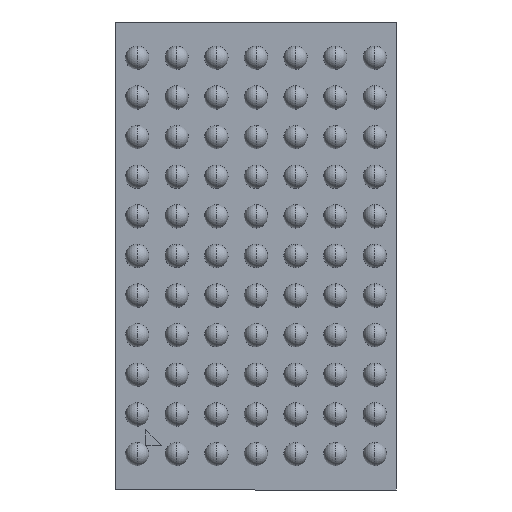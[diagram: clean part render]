
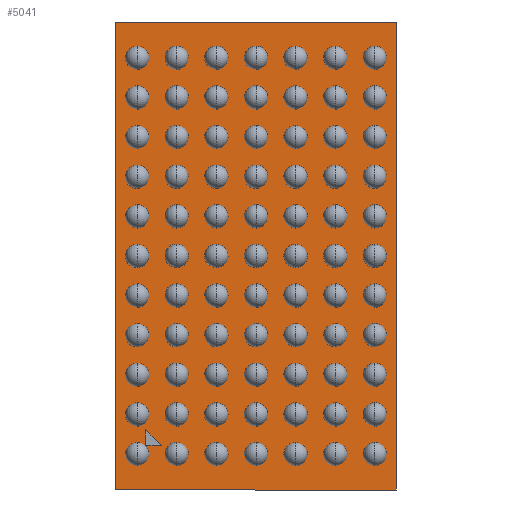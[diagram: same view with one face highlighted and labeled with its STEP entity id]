
A CAD part, front view. The second image highlights one B-rep face of the part: STEP entity #5041.
In plain terms, the highlighted planar face has unit normal (0, -1, 0).
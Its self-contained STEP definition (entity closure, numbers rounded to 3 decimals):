
#32 = DIRECTION ( 'NONE',  ( 1., 0., 0. ) ) ;
#214 = CARTESIAN_POINT ( 'NONE',  ( 4.5, 0., 7.5 ) ) ;
#291 = CARTESIAN_POINT ( 'NONE',  ( -3.532, 0., -6.07 ) ) ;
#573 = CARTESIAN_POINT ( 'NONE',  ( -3.033, 0., -6.071 ) ) ;
#630 = VECTOR ( 'NONE', #5587, 1000. ) ;
#800 = DIRECTION ( 'NONE',  ( 0., 0., 1. ) ) ;
#1023 = CARTESIAN_POINT ( 'NONE',  ( 4.5, 0., -7.5 ) ) ;
#1335 = VECTOR ( 'NONE', #1954, 1000. ) ;
#1363 = EDGE_CURVE ( 'NONE', #6902, #5752, #5599, .T. ) ;
#1542 = EDGE_CURVE ( 'NONE', #5428, #6902, #1573, .T. ) ;
#1573 = LINE ( 'NONE', #3475, #2330 ) ;
#1874 = DIRECTION ( 'NONE',  ( 1., 0., -0.002 ) ) ;
#1954 = DIRECTION ( 'NONE',  ( -1., 0., 0. ) ) ;
#2242 = EDGE_CURVE ( 'NONE', #3350, #4520, #2705, .T. ) ;
#2330 = VECTOR ( 'NONE', #1874, 1000. ) ;
#2371 = EDGE_CURVE ( 'NONE', #5752, #5428, #6764, .T. ) ;
#2480 = VERTEX_POINT ( 'NONE', #6263 ) ;
#2596 = VECTOR ( 'NONE', #6905, 1000. ) ;
#2638 = EDGE_CURVE ( 'NONE', #5993, #3350, #5591, .T. ) ;
#2705 = LINE ( 'NONE', #5149, #1335 ) ;
#2753 = CARTESIAN_POINT ( 'NONE',  ( 4.5, 0., 7.5 ) ) ;
#2809 = LINE ( 'NONE', #4706, #5236 ) ;
#2986 = EDGE_LOOP ( 'NONE', ( #6646, #3890, #4419 ) ) ;
#3035 = VECTOR ( 'NONE', #4454, 1000. ) ;
#3080 = ORIENTED_EDGE ( 'NONE', *, *, #3608, .F. ) ;
#3270 = ORIENTED_EDGE ( 'NONE', *, *, #4251, .F. ) ;
#3331 = EDGE_LOOP ( 'NONE', ( #3080, #6910, #6133, #3270 ) ) ;
#3350 = VERTEX_POINT ( 'NONE', #1023 ) ;
#3475 = CARTESIAN_POINT ( 'NONE',  ( -3.532, 0., -6.07 ) ) ;
#3608 = EDGE_CURVE ( 'NONE', #4520, #2480, #2809, .T. ) ;
#3890 = ORIENTED_EDGE ( 'NONE', *, *, #1542, .F. ) ;
#3892 = VECTOR ( 'NONE', #32, 1000. ) ;
#4033 = DIRECTION ( 'NONE',  ( 0., 1., 0. ) ) ;
#4251 = EDGE_CURVE ( 'NONE', #2480, #5993, #5915, .T. ) ;
#4416 = FACE_OUTER_BOUND ( 'NONE', #3331, .T. ) ;
#4419 = ORIENTED_EDGE ( 'NONE', *, *, #2371, .F. ) ;
#4454 = DIRECTION ( 'NONE',  ( -0.706, 0., 0.708 ) ) ;
#4520 = VERTEX_POINT ( 'NONE', #6067 ) ;
#4706 = CARTESIAN_POINT ( 'NONE',  ( -4.5, 0., 7.5 ) ) ;
#4798 = AXIS2_PLACEMENT_3D ( 'NONE', #6251, #4033, #800 ) ;
#5016 = CARTESIAN_POINT ( 'NONE',  ( -3.532, 0., -5.571 ) ) ;
#5041 = ADVANCED_FACE ( 'NONE', ( #6903, #4416 ), #6276, .F. ) ;
#5149 = CARTESIAN_POINT ( 'NONE',  ( 4.5, 0., -7.5 ) ) ;
#5236 = VECTOR ( 'NONE', #5776, 1000. ) ;
#5314 = CARTESIAN_POINT ( 'NONE',  ( 4.5, 0., 7.5 ) ) ;
#5428 = VERTEX_POINT ( 'NONE', #5667 ) ;
#5587 = DIRECTION ( 'NONE',  ( 0., 0., -1. ) ) ;
#5591 = LINE ( 'NONE', #5314, #2596 ) ;
#5599 = LINE ( 'NONE', #5016, #3035 ) ;
#5667 = CARTESIAN_POINT ( 'NONE',  ( -3.532, 0., -6.07 ) ) ;
#5752 = VERTEX_POINT ( 'NONE', #5910 ) ;
#5776 = DIRECTION ( 'NONE',  ( 0., 0., 1. ) ) ;
#5910 = CARTESIAN_POINT ( 'NONE',  ( -3.532, 0., -5.571 ) ) ;
#5915 = LINE ( 'NONE', #2753, #3892 ) ;
#5993 = VERTEX_POINT ( 'NONE', #214 ) ;
#6067 = CARTESIAN_POINT ( 'NONE',  ( -4.5, 0., -7.5 ) ) ;
#6133 = ORIENTED_EDGE ( 'NONE', *, *, #2638, .F. ) ;
#6251 = CARTESIAN_POINT ( 'NONE',  ( 0., 0., 0. ) ) ;
#6263 = CARTESIAN_POINT ( 'NONE',  ( -4.5, 0., 7.5 ) ) ;
#6276 = PLANE ( 'NONE',  #4798 ) ;
#6646 = ORIENTED_EDGE ( 'NONE', *, *, #1363, .F. ) ;
#6764 = LINE ( 'NONE', #291, #630 ) ;
#6902 = VERTEX_POINT ( 'NONE', #573 ) ;
#6903 = FACE_BOUND ( 'NONE', #2986, .T. ) ;
#6905 = DIRECTION ( 'NONE',  ( 0., 0., -1. ) ) ;
#6910 = ORIENTED_EDGE ( 'NONE', *, *, #2242, .F. ) ;
